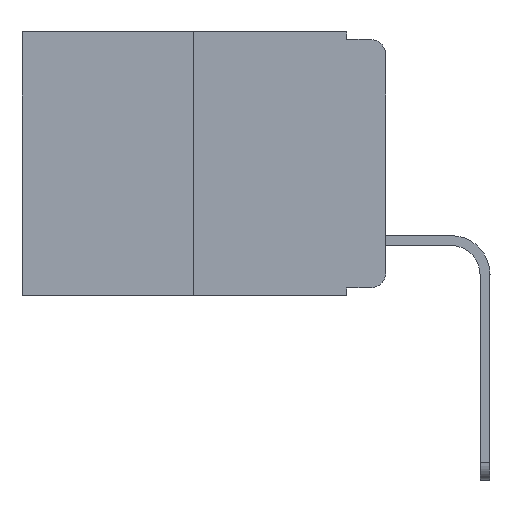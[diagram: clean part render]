
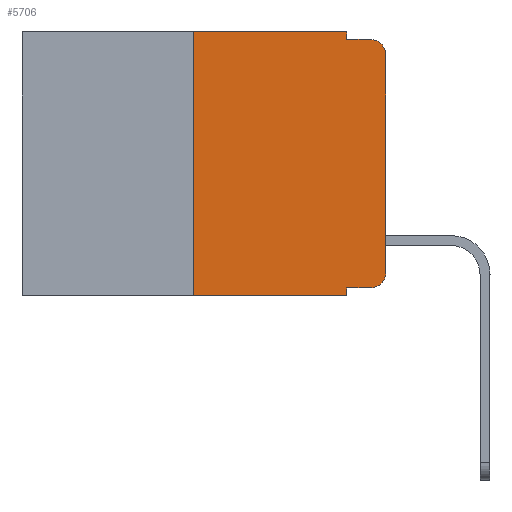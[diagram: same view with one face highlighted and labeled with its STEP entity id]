
A CAD part, left-side view. The second image highlights one B-rep face of the part: STEP entity #5706.
In plain terms, the highlighted planar face has unit normal (-1, 0, 0).
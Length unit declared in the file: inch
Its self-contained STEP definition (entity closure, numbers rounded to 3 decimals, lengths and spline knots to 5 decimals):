
#101 = EDGE_CURVE ( 'NONE', #17859, #18747, #1423, .T. ) ;
#373 = DIRECTION ( 'NONE',  ( -1., 0., 0. ) ) ;
#769 = LINE ( 'NONE', #6390, #6942 ) ;
#771 = ORIENTED_EDGE ( 'NONE', *, *, #17007, .F. ) ;
#1365 = AXIS2_PLACEMENT_3D ( 'NONE', #5493, #8680, #7081 ) ;
#1373 = ORIENTED_EDGE ( 'NONE', *, *, #11357, .T. ) ;
#1423 = LINE ( 'NONE', #5089, #17634 ) ;
#1477 = VECTOR ( 'NONE', #14681, 39.37008 ) ;
#1738 = CARTESIAN_POINT ( 'NONE',  ( 0., 0.25, 0. ) ) ;
#1869 = DIRECTION ( 'NONE',  ( 0., 0., -1. ) ) ;
#1874 = LINE ( 'NONE', #19226, #18785 ) ;
#2329 = DIRECTION ( 'NONE',  ( 0., 0., 1. ) ) ;
#2389 = CIRCLE ( 'NONE', #12527, 0.02 ) ;
#2437 = DIRECTION ( 'NONE',  ( 1., 0., 0. ) ) ;
#3086 = CARTESIAN_POINT ( 'NONE',  ( 0., 0., -0.03 ) ) ;
#3727 = VERTEX_POINT ( 'NONE', #5862 ) ;
#4098 = LINE ( 'NONE', #7159, #1477 ) ;
#4202 = VERTEX_POINT ( 'NONE', #14674 ) ;
#4230 = CARTESIAN_POINT ( 'NONE',  ( 0., 0.25, 0. ) ) ;
#4688 = LINE ( 'NONE', #4230, #12313 ) ;
#4832 = LINE ( 'NONE', #19472, #13882 ) ;
#4934 = CARTESIAN_POINT ( 'NONE',  ( 0., 0.02, -0.03 ) ) ;
#5089 = CARTESIAN_POINT ( 'NONE',  ( 0., 0.051, -0.01 ) ) ;
#5471 = AXIS2_PLACEMENT_3D ( 'NONE', #11568, #2437, #8223 ) ;
#5493 = CARTESIAN_POINT ( 'NONE',  ( 0., 0.02, -0.313 ) ) ;
#5706 = ADVANCED_FACE ( 'NONE', ( #8779 ), #19137, .F. ) ;
#5862 = CARTESIAN_POINT ( 'NONE',  ( 0., 0.051, -0.333 ) ) ;
#6390 = CARTESIAN_POINT ( 'NONE',  ( 0., 0.051, -0.333 ) ) ;
#6725 = VERTEX_POINT ( 'NONE', #1738 ) ;
#6831 = ORIENTED_EDGE ( 'NONE', *, *, #11776, .F. ) ;
#6942 = VECTOR ( 'NONE', #14105, 39.37008 ) ;
#7081 = DIRECTION ( 'NONE',  ( 0., 0., -1. ) ) ;
#7137 = CARTESIAN_POINT ( 'NONE',  ( 0., 0.051, -0.01 ) ) ;
#7159 = CARTESIAN_POINT ( 'NONE',  ( 0., 0.051, 0. ) ) ;
#7217 = EDGE_CURVE ( 'NONE', #11938, #18747, #2389, .T. ) ;
#8223 = DIRECTION ( 'NONE',  ( 0., 0., -1. ) ) ;
#8558 = EDGE_CURVE ( 'NONE', #3727, #12655, #769, .T. ) ;
#8680 = DIRECTION ( 'NONE',  ( -1., 0., 0. ) ) ;
#8779 = FACE_OUTER_BOUND ( 'NONE', #17033, .T. ) ;
#8911 = DIRECTION ( 'NONE',  ( 0., 0., -1. ) ) ;
#9003 = VECTOR ( 'NONE', #11156, 39.37008 ) ;
#9163 = CARTESIAN_POINT ( 'NONE',  ( 0., 0.473, -0.343 ) ) ;
#9190 = ORIENTED_EDGE ( 'NONE', *, *, #18496, .F. ) ;
#9649 = LINE ( 'NONE', #12692, #17271 ) ;
#9776 = ORIENTED_EDGE ( 'NONE', *, *, #13234, .T. ) ;
#10436 = EDGE_CURVE ( 'NONE', #13344, #11938, #1874, .T. ) ;
#10793 = CARTESIAN_POINT ( 'NONE',  ( 0., 0.02, -0.333 ) ) ;
#11156 = DIRECTION ( 'NONE',  ( 0., -1., 0. ) ) ;
#11247 = ORIENTED_EDGE ( 'NONE', *, *, #18948, .F. ) ;
#11292 = CARTESIAN_POINT ( 'NONE',  ( 0., 0.051, -0.343 ) ) ;
#11357 = EDGE_CURVE ( 'NONE', #19241, #16970, #14485, .T. ) ;
#11568 = CARTESIAN_POINT ( 'NONE',  ( 0., 0.473, 0. ) ) ;
#11776 = EDGE_CURVE ( 'NONE', #19241, #6725, #4688, .T. ) ;
#11938 = VERTEX_POINT ( 'NONE', #3086 ) ;
#12313 = VECTOR ( 'NONE', #13486, 39.37008 ) ;
#12316 = ORIENTED_EDGE ( 'NONE', *, *, #101, .F. ) ;
#12527 = AXIS2_PLACEMENT_3D ( 'NONE', #4934, #373, #1869 ) ;
#12577 = ORIENTED_EDGE ( 'NONE', *, *, #7217, .T. ) ;
#12655 = VERTEX_POINT ( 'NONE', #10793 ) ;
#12692 = CARTESIAN_POINT ( 'NONE',  ( 0., 0.473, 0. ) ) ;
#13234 = EDGE_CURVE ( 'NONE', #12655, #13344, #18882, .T. ) ;
#13344 = VERTEX_POINT ( 'NONE', #17875 ) ;
#13486 = DIRECTION ( 'NONE',  ( 0., 0., 1. ) ) ;
#13882 = VECTOR ( 'NONE', #8911, 39.37008 ) ;
#14105 = DIRECTION ( 'NONE',  ( 0., -1., 0. ) ) ;
#14485 = LINE ( 'NONE', #9163, #9003 ) ;
#14674 = CARTESIAN_POINT ( 'NONE',  ( 0., 0.051, 0. ) ) ;
#14681 = DIRECTION ( 'NONE',  ( 0., 0., -1. ) ) ;
#14882 = ORIENTED_EDGE ( 'NONE', *, *, #10436, .T. ) ;
#15851 = CARTESIAN_POINT ( 'NONE',  ( 0., 0.25, -0.343 ) ) ;
#16970 = VERTEX_POINT ( 'NONE', #11292 ) ;
#17007 = EDGE_CURVE ( 'NONE', #6725, #4202, #9649, .T. ) ;
#17033 = EDGE_LOOP ( 'NONE', ( #14882, #12577, #12316, #11247, #771, #6831, #1373, #9190, #17825, #9776 ) ) ;
#17145 = DIRECTION ( 'NONE',  ( 0., -1., 0. ) ) ;
#17271 = VECTOR ( 'NONE', #17145, 39.37008 ) ;
#17634 = VECTOR ( 'NONE', #18913, 39.37008 ) ;
#17825 = ORIENTED_EDGE ( 'NONE', *, *, #8558, .T. ) ;
#17859 = VERTEX_POINT ( 'NONE', #7137 ) ;
#17875 = CARTESIAN_POINT ( 'NONE',  ( 0., 0., -0.313 ) ) ;
#18496 = EDGE_CURVE ( 'NONE', #3727, #16970, #4832, .T. ) ;
#18724 = CARTESIAN_POINT ( 'NONE',  ( 0., 0.02, -0.01 ) ) ;
#18747 = VERTEX_POINT ( 'NONE', #18724 ) ;
#18785 = VECTOR ( 'NONE', #2329, 39.37008 ) ;
#18882 = CIRCLE ( 'NONE', #1365, 0.02 ) ;
#18913 = DIRECTION ( 'NONE',  ( 0., -1., 0. ) ) ;
#18948 = EDGE_CURVE ( 'NONE', #4202, #17859, #4098, .T. ) ;
#19137 = PLANE ( 'NONE',  #5471 ) ;
#19226 = CARTESIAN_POINT ( 'NONE',  ( 0., 0., 0. ) ) ;
#19241 = VERTEX_POINT ( 'NONE', #15851 ) ;
#19472 = CARTESIAN_POINT ( 'NONE',  ( 0., 0.051, 0. ) ) ;
